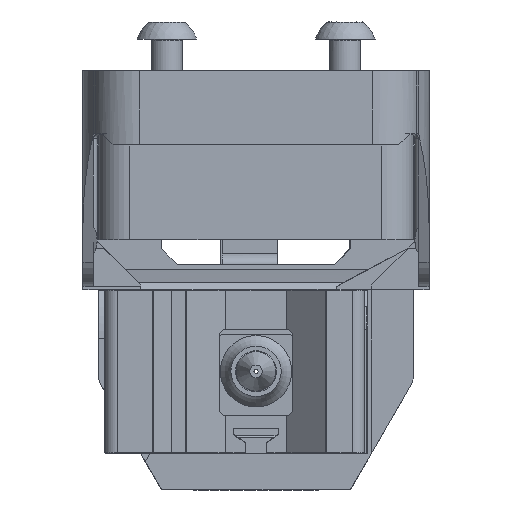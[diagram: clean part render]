
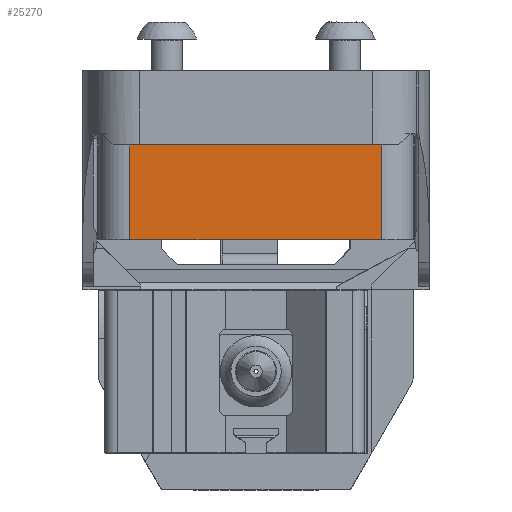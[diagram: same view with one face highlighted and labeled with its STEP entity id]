
A CAD part, front view. The second image highlights one B-rep face of the part: STEP entity #25270.
In plain terms, the highlighted planar face has unit normal (0, -1, 0).
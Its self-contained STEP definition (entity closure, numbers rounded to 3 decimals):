
#1189=PLANE('',#27053);
#2173=FACE_OUTER_BOUND('',#3678,.T.);
#3678=EDGE_LOOP('',(#18713,#18714,#18715,#18716));
#5553=LINE('',#39748,#8171);
#5557=LINE('',#39775,#8175);
#5558=LINE('',#39776,#8176);
#5559=LINE('',#39777,#8177);
#8171=VECTOR('',#30417,1.);
#8175=VECTOR('',#30441,1.);
#8176=VECTOR('',#30442,1.);
#8177=VECTOR('',#30443,1.);
#11475=VERTEX_POINT('',#39746);
#11476=VERTEX_POINT('',#39747);
#11488=VERTEX_POINT('',#39773);
#11489=VERTEX_POINT('',#39774);
#14110=EDGE_CURVE('',#11475,#11476,#5553,.T.);
#14123=EDGE_CURVE('',#11488,#11489,#5557,.T.);
#14124=EDGE_CURVE('',#11489,#11476,#5558,.T.);
#14125=EDGE_CURVE('',#11488,#11475,#5559,.T.);
#18713=ORIENTED_EDGE('',*,*,#14123,.T.);
#18714=ORIENTED_EDGE('',*,*,#14124,.T.);
#18715=ORIENTED_EDGE('',*,*,#14110,.F.);
#18716=ORIENTED_EDGE('',*,*,#14125,.F.);
#25270=ADVANCED_FACE('',(#2173),#1189,.F.);
#27053=AXIS2_PLACEMENT_3D('',#39772,#30439,#30440);
#30417=DIRECTION('',(1.,0.,0.));
#30439=DIRECTION('center_axis',(0.,1.,0.));
#30440=DIRECTION('ref_axis',(1.,0.,0.));
#30441=DIRECTION('',(1.,0.,0.));
#30442=DIRECTION('',(0.,0.,1.));
#30443=DIRECTION('',(0.,0.,1.));
#39746=CARTESIAN_POINT('',(3.,0.,10.));
#39747=CARTESIAN_POINT('',(27.,0.,10.));
#39748=CARTESIAN_POINT('',(0.,0.,10.));
#39772=CARTESIAN_POINT('Origin',(0.,0.,0.));
#39773=CARTESIAN_POINT('',(3.,0.,0.));
#39774=CARTESIAN_POINT('',(27.,0.,0.));
#39775=CARTESIAN_POINT('',(0.,0.,0.));
#39776=CARTESIAN_POINT('',(27.,0.,0.));
#39777=CARTESIAN_POINT('',(3.,0.,0.));
